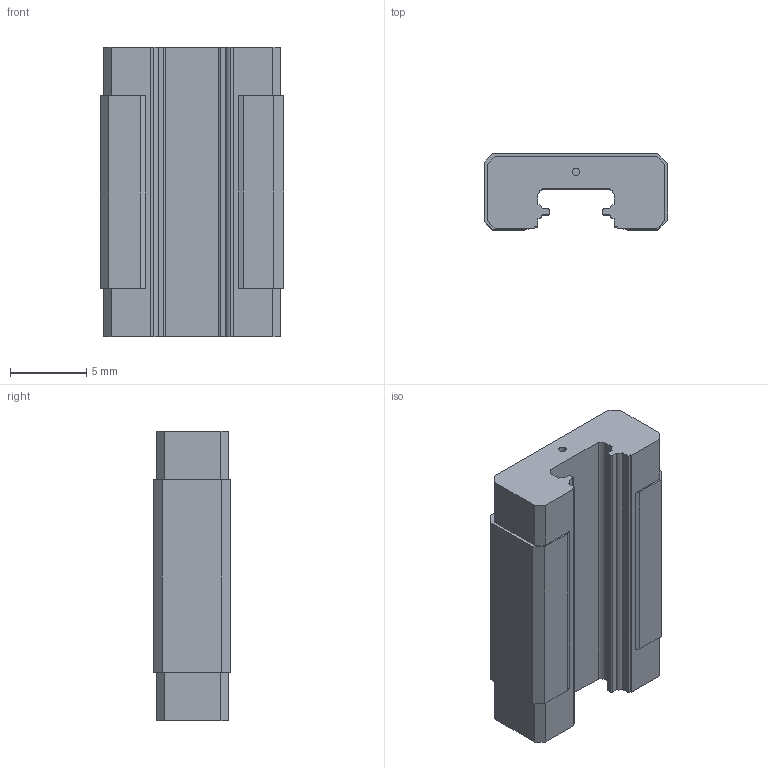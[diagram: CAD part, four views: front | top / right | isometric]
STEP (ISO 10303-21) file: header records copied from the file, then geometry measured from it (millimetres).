
FILE_DESCRIPTION (( 'STEP AP203' ), '1' );
FILE_NAME ('8438K1.STEP', '2017-12-11T16:51:53', ( '' ), ( '' ), 'SwSTEP 2.0', 'SolidWorks 2014', '' );
FILE_SCHEMA (( 'CONFIG_CONTROL_DESIGN' ));
Length unit declared in the file: inch
Products named in the file (1): 8438K1
Bounding box: 12 x 5 x 19 mm (x, y, z)
Volume: 844.6 mm3; surface area: 873.2 mm2
Topology: 1 solids, 1 shells, 103 faces, 292 edges, 195 vertices
Faces by surface type: plane 50, cylinder 42, cone 6, bspline 5
Entity records: 4330 total; most frequent: CARTESIAN_POINT 1741, ORIENTED_EDGE 584, DIRECTION 456, EDGE_CURVE 292, VERTEX_POINT 195, VECTOR 176, LINE 176, AXIS2_PLACEMENT_3D 140
